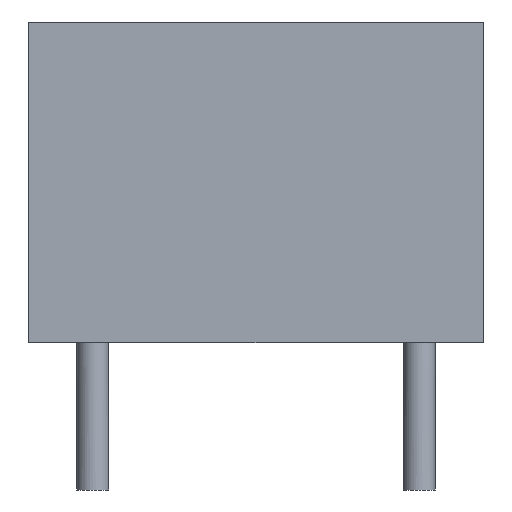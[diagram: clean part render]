
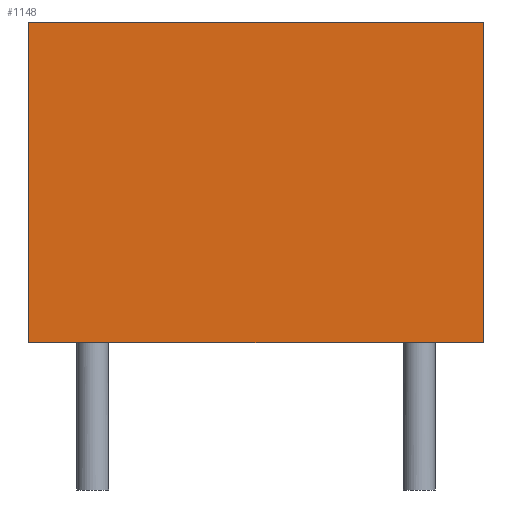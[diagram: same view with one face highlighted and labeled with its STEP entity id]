
A CAD part, front view. The second image highlights one B-rep face of the part: STEP entity #1148.
In plain terms, the highlighted planar face has unit normal (0, -1, 0).
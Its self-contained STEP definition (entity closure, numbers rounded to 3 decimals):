
#62 = VERTEX_POINT('',#63);
#63 = CARTESIAN_POINT('',(-3.55,-5.5,0.));
#71 = EDGE_CURVE('',#62,#72,#74,.T.);
#72 = VERTEX_POINT('',#73);
#73 = CARTESIAN_POINT('',(-3.55,-5.5,5.));
#74 = LINE('',#75,#76);
#75 = CARTESIAN_POINT('',(-3.55,-5.5,0.));
#76 = VECTOR('',#77,1.);
#77 = DIRECTION('',(0.,0.,1.));
#136 = VERTEX_POINT('',#137);
#137 = CARTESIAN_POINT('',(3.55,-5.5,5.));
#143 = EDGE_CURVE('',#144,#136,#146,.T.);
#144 = VERTEX_POINT('',#145);
#145 = CARTESIAN_POINT('',(3.55,-5.5,0.));
#146 = LINE('',#147,#148);
#147 = CARTESIAN_POINT('',(3.55,-5.5,0.));
#148 = VECTOR('',#149,1.);
#149 = DIRECTION('',(0.,0.,1.));
#210 = EDGE_CURVE('',#136,#72,#211,.T.);
#211 = LINE('',#212,#213);
#212 = CARTESIAN_POINT('',(3.55,-5.5,5.));
#213 = VECTOR('',#214,1.);
#214 = DIRECTION('',(-1.,0.,0.));
#593 = EDGE_CURVE('',#144,#62,#594,.T.);
#594 = LINE('',#595,#596);
#595 = CARTESIAN_POINT('',(3.55,-5.5,0.));
#596 = VECTOR('',#597,1.);
#597 = DIRECTION('',(-1.,0.,0.));
#1148 = ADVANCED_FACE('',(#1149),#1155,.T.);
#1149 = FACE_BOUND('',#1150,.T.);
#1150 = EDGE_LOOP('',(#1151,#1152,#1153,#1154));
#1151 = ORIENTED_EDGE('',*,*,#143,.T.);
#1152 = ORIENTED_EDGE('',*,*,#210,.T.);
#1153 = ORIENTED_EDGE('',*,*,#71,.F.);
#1154 = ORIENTED_EDGE('',*,*,#593,.F.);
#1155 = PLANE('',#1156);
#1156 = AXIS2_PLACEMENT_3D('',#1157,#1158,#1159);
#1157 = CARTESIAN_POINT('',(3.55,-5.5,0.));
#1158 = DIRECTION('',(0.,-1.,0.));
#1159 = DIRECTION('',(-1.,0.,0.));
